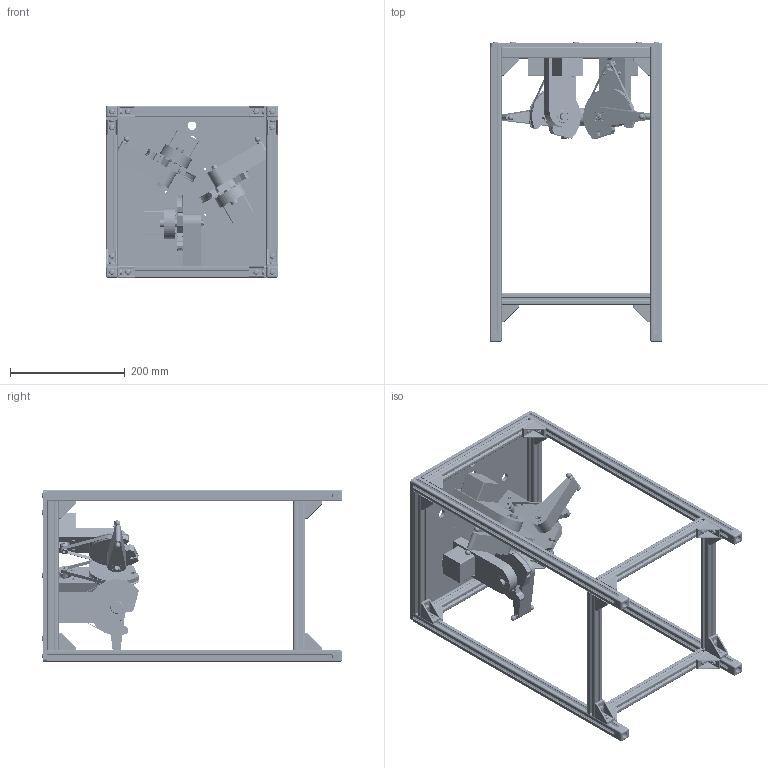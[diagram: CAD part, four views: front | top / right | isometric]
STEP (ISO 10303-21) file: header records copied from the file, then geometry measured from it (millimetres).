
FILE_DESCRIPTION(/* description */ ('Alibre Inc.'),/* implementation_level */ '2;1');
FILE_NAME(/* name */ 'export0',/* time_stamp */ '2015-08-18T14:47:32+08:00',/* author */ (''),/* organization */ (''),/* preprocessor_version */ 'ST-DEVELOPER v14',/* originating_system */ 'Alibre',/* authorisation */ '');
FILE_SCHEMA (('CONFIG_CONTROL_DESIGN'));
Length unit declared in the file: centimetre
Products named in the file (26): ID_1; XE2020-260; ID_2; ID_3; FNUT-M5-HNKK5; ID_4; EM-ST17; ID_5; ID_6; ID_7; DGP16T; ID_8; ID_9; DBS-0.375-10L-HEX; ID_10; ID_11; DGB383
Bounding box: 300 x 524.1 x 300.57 mm (x, y, z)
Volume: 2352486.9 mm3; surface area: 1281223.6 mm2
Topology: 213 solids, 213 shells, 4461 faces, 10757 edges, 6825 vertices
Faces by surface type: plane 2372, cylinder 1569, cone 168, torus 158, sphere 102, bspline 92
Full cylindrical faces by diameter (mm): 2.459 x12, 3 x30, 3.4 x15, 3.5 x18, 3.6 x6, 3.7 x12, 4 x6, 4.19 x12, 4.7 x3, 5 x94, 5.25 x4, 5.3 x48, 5.5 x12, 5.6 x12, 6 x15, 6.9 x37, 8 x15, 9.5 x48, 11 x4, 11.6 x12, 13 x3, 14 x6, 15 x6, 19.27 x12, 22 x12, 25 x3
Entity records: 30551 total; most frequent: CARTESIAN_POINT 8739, DIRECTION 3390, ORIENTED_EDGE 2762, AXIS2_PLACEMENT_3D 1446, EDGE_CURVE 1381, VERTEX_POINT 961, EDGE_LOOP 856, FACE_BOUND 856
